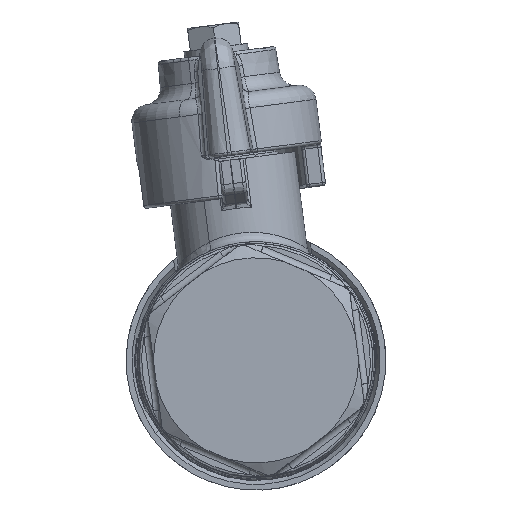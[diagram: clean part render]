
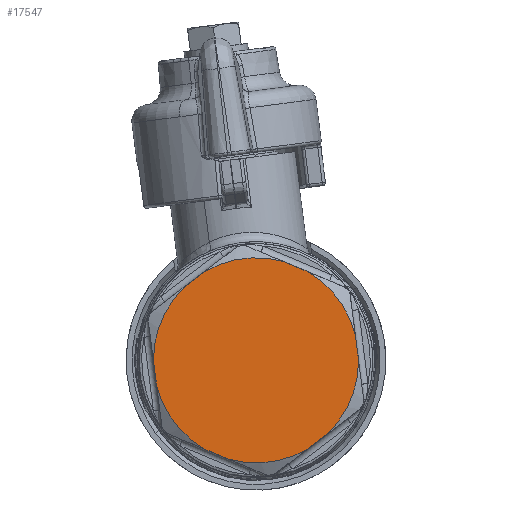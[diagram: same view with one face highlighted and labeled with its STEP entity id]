
A CAD part, left-side view. The second image highlights one B-rep face of the part: STEP entity #17547.
In plain terms, the highlighted planar face has unit normal (1, 0, 0).
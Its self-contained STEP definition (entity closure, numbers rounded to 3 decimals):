
#16406=CARTESIAN_POINT('Vertex',(-28.5,8.029,13.841)) ;
#16409=CARTESIAN_POINT('Line Origine',(-28.5,9.626,12.624)) ;
#16413=CARTESIAN_POINT('Vertex',(-28.5,11.223,11.406)) ;
#16524=CARTESIAN_POINT('Vertex',(-28.5,-7.972,13.874)) ;
#16527=CARTESIAN_POINT('Line Origine',(-28.5,-6.119,14.648)) ;
#16531=CARTESIAN_POINT('Vertex',(-28.5,-4.267,15.422)) ;
#16642=CARTESIAN_POINT('Vertex',(-28.5,-16.001,0.033)) ;
#16645=CARTESIAN_POINT('Line Origine',(-28.5,-15.745,2.025)) ;
#16649=CARTESIAN_POINT('Vertex',(-28.5,-15.489,4.016)) ;
#16760=CARTESIAN_POINT('Vertex',(-28.5,7.972,-13.874)) ;
#16763=CARTESIAN_POINT('Line Origine',(-28.5,6.119,-14.648)) ;
#16767=CARTESIAN_POINT('Vertex',(-28.5,4.267,-15.422)) ;
#16845=CARTESIAN_POINT('Vertex',(-28.5,-8.029,-13.841)) ;
#16848=CARTESIAN_POINT('Line Origine',(-28.5,-9.626,-12.624)) ;
#16852=CARTESIAN_POINT('Vertex',(-28.5,-11.223,-11.406)) ;
#17014=CARTESIAN_POINT('Vertex',(-28.5,16.001,-0.033)) ;
#17017=CARTESIAN_POINT('Line Origine',(-28.5,15.745,-2.025)) ;
#17021=CARTESIAN_POINT('Vertex',(-28.5,15.489,-4.016)) ;
#17419=CARTESIAN_POINT('Axis2P3D Location',(-28.5,0.,0.)) ;
#17438=CARTESIAN_POINT('Axis2P3D Location',(-28.5,0.,0.)) ;
#17457=CARTESIAN_POINT('Axis2P3D Location',(-28.5,0.,0.)) ;
#17476=CARTESIAN_POINT('Axis2P3D Location',(-28.5,0.,0.)) ;
#17495=CARTESIAN_POINT('Axis2P3D Location',(-28.5,0.,0.)) ;
#17514=CARTESIAN_POINT('Axis2P3D Location',(-28.5,0.,0.)) ;
#17528=CARTESIAN_POINT('Axis2P3D Location',(-28.5,-2.041,-15.871)) ;
#16410=DIRECTION('Vector Direction',(0.,-0.795,0.606)) ;
#16528=DIRECTION('Vector Direction',(0.,-0.923,-0.385)) ;
#16646=DIRECTION('Vector Direction',(0.,-0.128,-0.992)) ;
#16764=DIRECTION('Vector Direction',(0.,0.923,0.385)) ;
#16849=DIRECTION('Vector Direction',(0.,0.795,-0.606)) ;
#17018=DIRECTION('Vector Direction',(0.,0.128,0.992)) ;
#17420=DIRECTION('Axis2P3D Direction',(1.,0.,0.)) ;
#17439=DIRECTION('Axis2P3D Direction',(1.,0.,0.)) ;
#17458=DIRECTION('Axis2P3D Direction',(1.,0.,0.)) ;
#17477=DIRECTION('Axis2P3D Direction',(1.,0.,0.)) ;
#17496=DIRECTION('Axis2P3D Direction',(1.,0.,0.)) ;
#17515=DIRECTION('Axis2P3D Direction',(1.,0.,0.)) ;
#17529=DIRECTION('Axis2P3D Direction',(-1.,0.,0.)) ;
#17530=DIRECTION('Axis2P3D XDirection',(0.,-0.992,0.128)) ;
#17421=AXIS2_PLACEMENT_3D('Circle Axis2P3D',#17419,#17420,$) ;
#17440=AXIS2_PLACEMENT_3D('Circle Axis2P3D',#17438,#17439,$) ;
#17459=AXIS2_PLACEMENT_3D('Circle Axis2P3D',#17457,#17458,$) ;
#17478=AXIS2_PLACEMENT_3D('Circle Axis2P3D',#17476,#17477,$) ;
#17497=AXIS2_PLACEMENT_3D('Circle Axis2P3D',#17495,#17496,$) ;
#17516=AXIS2_PLACEMENT_3D('Circle Axis2P3D',#17514,#17515,$) ;
#17531=AXIS2_PLACEMENT_3D('Plane Axis2P3D',#17528,#17529,#17530) ;
#17534=ORIENTED_EDGE('',*,*,#17023,.T.) ;
#17535=ORIENTED_EDGE('',*,*,#17499,.F.) ;
#17536=ORIENTED_EDGE('',*,*,#16415,.T.) ;
#17537=ORIENTED_EDGE('',*,*,#17423,.F.) ;
#17538=ORIENTED_EDGE('',*,*,#16533,.T.) ;
#17539=ORIENTED_EDGE('',*,*,#17461,.F.) ;
#17540=ORIENTED_EDGE('',*,*,#16651,.T.) ;
#17541=ORIENTED_EDGE('',*,*,#17442,.F.) ;
#17542=ORIENTED_EDGE('',*,*,#16854,.T.) ;
#17543=ORIENTED_EDGE('',*,*,#17480,.F.) ;
#17544=ORIENTED_EDGE('',*,*,#16769,.T.) ;
#17545=ORIENTED_EDGE('',*,*,#17518,.F.) ;
#16411=VECTOR('Line Direction',#16410,1.) ;
#16529=VECTOR('Line Direction',#16528,1.) ;
#16647=VECTOR('Line Direction',#16646,1.) ;
#16765=VECTOR('Line Direction',#16764,1.) ;
#16850=VECTOR('Line Direction',#16849,1.) ;
#17019=VECTOR('Line Direction',#17018,1.) ;
#17547=ADVANCED_FACE('Sheet.1',(#17546),#17532,.F.) ;
#17422=CIRCLE('generated circle',#17421,16.001) ;
#17441=CIRCLE('generated circle',#17440,16.001) ;
#17460=CIRCLE('generated circle',#17459,16.001) ;
#17479=CIRCLE('generated circle',#17478,16.001) ;
#17498=CIRCLE('generated circle',#17497,16.001) ;
#17517=CIRCLE('generated circle',#17516,16.001) ;
#16415=EDGE_CURVE('',#16414,#16407,#16412,.T.) ;
#16533=EDGE_CURVE('',#16532,#16525,#16530,.T.) ;
#16651=EDGE_CURVE('',#16650,#16643,#16648,.T.) ;
#16769=EDGE_CURVE('',#16768,#16761,#16766,.T.) ;
#16854=EDGE_CURVE('',#16853,#16846,#16851,.T.) ;
#17023=EDGE_CURVE('',#17022,#17015,#17020,.T.) ;
#17423=EDGE_CURVE('',#16532,#16407,#17422,.F.) ;
#17442=EDGE_CURVE('',#16853,#16643,#17441,.F.) ;
#17461=EDGE_CURVE('',#16650,#16525,#17460,.F.) ;
#17480=EDGE_CURVE('',#16768,#16846,#17479,.F.) ;
#17499=EDGE_CURVE('',#16414,#17015,#17498,.F.) ;
#17518=EDGE_CURVE('',#17022,#16761,#17517,.F.) ;
#17533=EDGE_LOOP('',(#17534,#17535,#17536,#17537,#17538,#17539,#17540,#17541,#17542,#17543,#17544,#17545)) ;
#17546=FACE_OUTER_BOUND('',#17533,.T.) ;
#16412=LINE('Line',#16409,#16411) ;
#16530=LINE('Line',#16527,#16529) ;
#16648=LINE('Line',#16645,#16647) ;
#16766=LINE('Line',#16763,#16765) ;
#16851=LINE('Line',#16848,#16850) ;
#17020=LINE('Line',#17017,#17019) ;
#17532=PLANE('',#17531) ;
#16407=VERTEX_POINT('',#16406) ;
#16414=VERTEX_POINT('',#16413) ;
#16525=VERTEX_POINT('',#16524) ;
#16532=VERTEX_POINT('',#16531) ;
#16643=VERTEX_POINT('',#16642) ;
#16650=VERTEX_POINT('',#16649) ;
#16761=VERTEX_POINT('',#16760) ;
#16768=VERTEX_POINT('',#16767) ;
#16846=VERTEX_POINT('',#16845) ;
#16853=VERTEX_POINT('',#16852) ;
#17015=VERTEX_POINT('',#17014) ;
#17022=VERTEX_POINT('',#17021) ;
